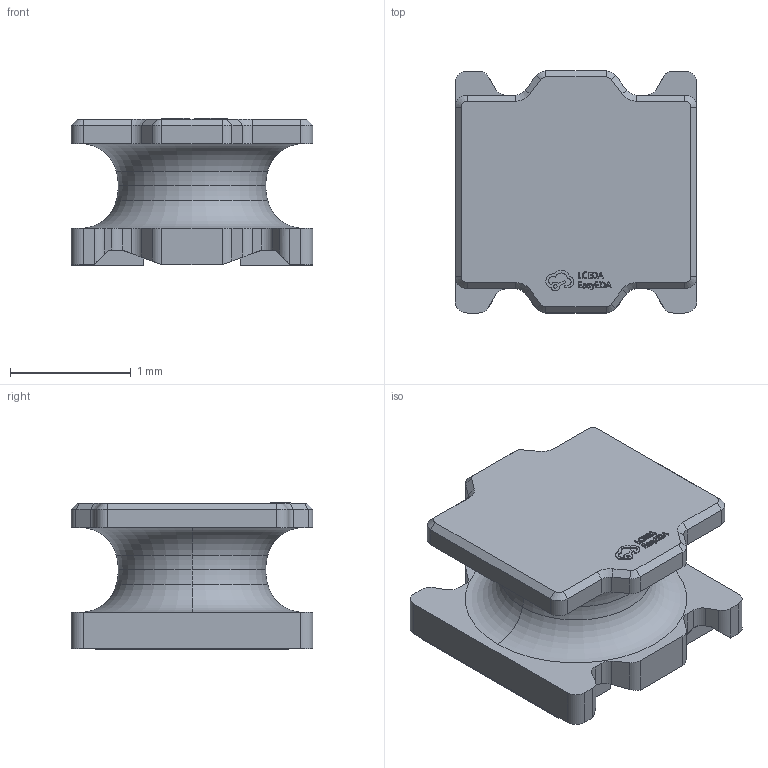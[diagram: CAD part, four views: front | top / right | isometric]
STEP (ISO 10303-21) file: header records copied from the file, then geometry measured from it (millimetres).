
FILE_DESCRIPTION (( 'STEP AP214' ), '1' );
FILE_NAME ('IND-SMD_L2.0-W2.0-H1.2.step', '2022-07-08T23:49:33', ( '' ), ( '' ), 'SwSTEP 2.0', 'SolidWorks 2020', '' );
FILE_SCHEMA (( 'AUTOMOTIVE_DESIGN' ));
Length unit declared in the file: millimetre
Products named in the file (1): IND-SMD_L2.0-W2.0-H1.2
Bounding box: 2 x 2 x 1.22 mm (x, y, z)
Volume: 2.8 mm3; surface area: 22.2 mm2
Topology: 3 solids, 3 shells, 409 faces, 1087 edges, 712 vertices
Faces by surface type: plane 245, bspline 112, cylinder 32, cone 12, torus 8
Entity records: 18322 total; most frequent: CARTESIAN_POINT 4361, ORIENTED_EDGE 2174, DIRECTION 1521, EDGE_CURVE 1087, VECTOR 761, LINE 761, VERTEX_POINT 712, EDGE_LOOP 437
